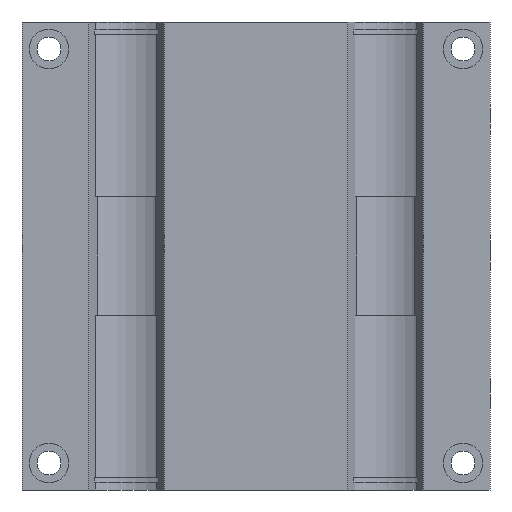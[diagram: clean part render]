
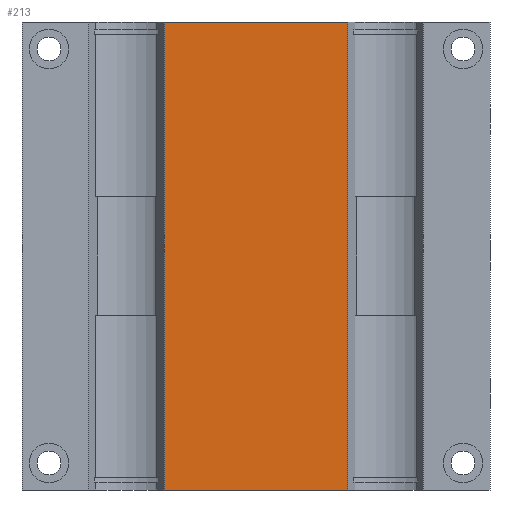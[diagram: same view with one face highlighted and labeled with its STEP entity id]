
A CAD part, front view. The second image highlights one B-rep face of the part: STEP entity #213.
In plain terms, the highlighted planar face has unit normal (0, -1, 0).
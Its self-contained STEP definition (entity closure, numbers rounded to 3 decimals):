
#213 = ADVANCED_FACE( '', ( #468 ), #469, .F. );
#468 = FACE_OUTER_BOUND( '', #728, .T. );
#469 = PLANE( '', #729 );
#728 = EDGE_LOOP( '', ( #1271, #1272, #1273, #1274 ) );
#729 = AXIS2_PLACEMENT_3D( '', #1275, #1276, #1277 );
#1271 = ORIENTED_EDGE( '', *, *, #1515, .F. );
#1272 = ORIENTED_EDGE( '', *, *, #1493, .F. );
#1273 = ORIENTED_EDGE( '', *, *, #1417, .F. );
#1274 = ORIENTED_EDGE( '', *, *, #1350, .T. );
#1275 = CARTESIAN_POINT( '', ( -65., 0., 130. ) );
#1276 = DIRECTION( '', ( 0., 1., 0. ) );
#1277 = DIRECTION( '', ( 0., 0., 1. ) );
#1350 = EDGE_CURVE( '', #1584, #1582, #1585, .T. );
#1417 = EDGE_CURVE( '', #1584, #1694, #1695, .T. );
#1493 = EDGE_CURVE( '', #1694, #1806, #1807, .T. );
#1515 = EDGE_CURVE( '', #1806, #1582, #1836, .T. );
#1582 = VERTEX_POINT( '', #1973 );
#1584 = VERTEX_POINT( '', #1976 );
#1585 = LINE( '', #1977, #1978 );
#1694 = VERTEX_POINT( '', #2172 );
#1695 = LINE( '', #2173, #2174 );
#1806 = VERTEX_POINT( '', #2374 );
#1807 = LINE( '', #2375, #2376 );
#1836 = LINE( '', #2413, #2414 );
#1973 = CARTESIAN_POINT( '', ( 25.511, 0., 0. ) );
#1976 = CARTESIAN_POINT( '', ( -25.511, 0., 0. ) );
#1977 = CARTESIAN_POINT( '', ( -65., 0., 0. ) );
#1978 = VECTOR( '', #2477, 1000. );
#2172 = CARTESIAN_POINT( '', ( -25.511, 0., 130. ) );
#2173 = CARTESIAN_POINT( '', ( -25.511, 0., 130. ) );
#2174 = VECTOR( '', #2569, 1000. );
#2374 = CARTESIAN_POINT( '', ( 25.511, 0., 130. ) );
#2375 = CARTESIAN_POINT( '', ( -65., 0., 130. ) );
#2376 = VECTOR( '', #2666, 1000. );
#2413 = CARTESIAN_POINT( '', ( 25.511, 0., 130. ) );
#2414 = VECTOR( '', #2693, 1000. );
#2477 = DIRECTION( '', ( 1., 0., 0. ) );
#2569 = DIRECTION( '', ( 0., 0., 1. ) );
#2666 = DIRECTION( '', ( 1., 0., 0. ) );
#2693 = DIRECTION( '', ( 0., 0., -1. ) );
